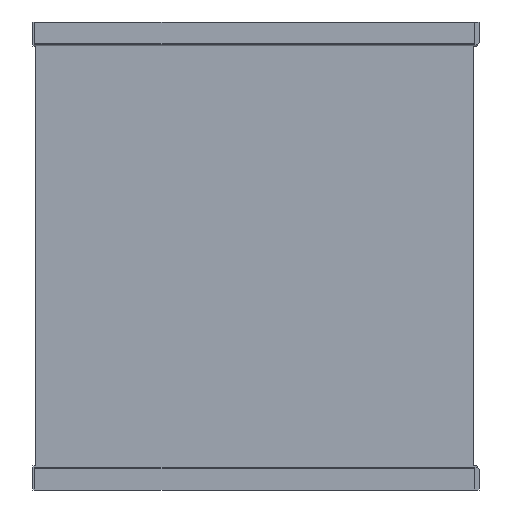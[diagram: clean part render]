
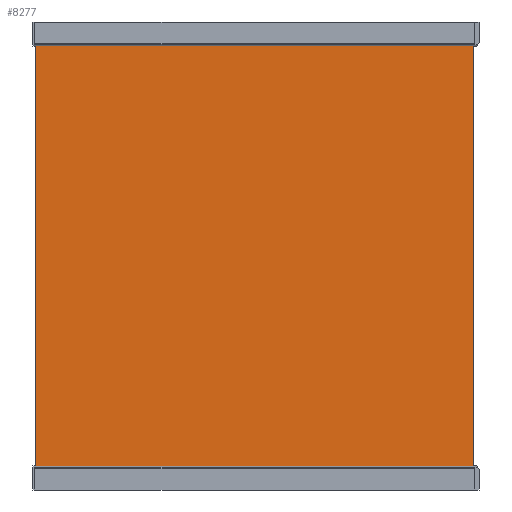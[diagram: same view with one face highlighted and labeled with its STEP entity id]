
A CAD part, left-side view. The second image highlights one B-rep face of the part: STEP entity #8277.
In plain terms, the highlighted planar face has unit normal (-1, 0, 0).
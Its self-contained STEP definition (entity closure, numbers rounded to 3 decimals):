
#79 = VECTOR ( 'NONE', #12485, 1000. ) ;
#122 = AXIS2_PLACEMENT_3D ( 'NONE', #10025, #8190, #1191 ) ;
#381 = CARTESIAN_POINT ( 'NONE',  ( -10.38, 497.5, 500. ) ) ;
#690 = ORIENTED_EDGE ( 'NONE', *, *, #7482, .T. ) ;
#736 = LINE ( 'NONE', #14593, #2207 ) ;
#1191 = DIRECTION ( 'NONE',  ( 0., 0., -1. ) ) ;
#2207 = VECTOR ( 'NONE', #7272, 1000. ) ;
#2438 = FACE_OUTER_BOUND ( 'NONE', #21691, .T. ) ;
#2516 = EDGE_CURVE ( 'NONE', #21375, #4185, #736, .T. ) ;
#3410 = LINE ( 'NONE', #4782, #4058 ) ;
#3655 = CARTESIAN_POINT ( 'NONE',  ( -10.38, -497.5, 500. ) ) ;
#4058 = VECTOR ( 'NONE', #19533, 1000. ) ;
#4185 = VERTEX_POINT ( 'NONE', #7701 ) ;
#4288 = ORIENTED_EDGE ( 'NONE', *, *, #2516, .F. ) ;
#4782 = CARTESIAN_POINT ( 'NONE',  ( -10.38, -498., -500. ) ) ;
#6662 = CARTESIAN_POINT ( 'NONE',  ( -10.38, -497.5, -500. ) ) ;
#7272 = DIRECTION ( 'NONE',  ( 0., -1., 0. ) ) ;
#7448 = LINE ( 'NONE', #3655, #79 ) ;
#7482 = EDGE_CURVE ( 'NONE', #17093, #4185, #7448, .T. ) ;
#7701 = CARTESIAN_POINT ( 'NONE',  ( -10.38, -497.5, 500. ) ) ;
#8181 = CARTESIAN_POINT ( 'NONE',  ( -10.38, 497.5, 500. ) ) ;
#8190 = DIRECTION ( 'NONE',  ( 1., 0., 0. ) ) ;
#8277 = ADVANCED_FACE ( 'NONE', ( #2438 ), #22253, .F. ) ;
#8593 = ORIENTED_EDGE ( 'NONE', *, *, #12317, .T. ) ;
#10025 = CARTESIAN_POINT ( 'NONE',  ( -10.38, -498., 500. ) ) ;
#10512 = CARTESIAN_POINT ( 'NONE',  ( -10.38, 497.5, -500. ) ) ;
#11716 = DIRECTION ( 'NONE',  ( 0., 0., -1. ) ) ;
#11840 = LINE ( 'NONE', #8181, #22000 ) ;
#12317 = EDGE_CURVE ( 'NONE', #22150, #17093, #3410, .T. ) ;
#12485 = DIRECTION ( 'NONE',  ( 0., 0., 1. ) ) ;
#12934 = EDGE_CURVE ( 'NONE', #21375, #22150, #11840, .T. ) ;
#14593 = CARTESIAN_POINT ( 'NONE',  ( -10.38, -498., 500. ) ) ;
#14681 = ORIENTED_EDGE ( 'NONE', *, *, #12934, .T. ) ;
#17093 = VERTEX_POINT ( 'NONE', #6662 ) ;
#19533 = DIRECTION ( 'NONE',  ( 0., -1., 0. ) ) ;
#21375 = VERTEX_POINT ( 'NONE', #381 ) ;
#21691 = EDGE_LOOP ( 'NONE', ( #8593, #690, #4288, #14681 ) ) ;
#22000 = VECTOR ( 'NONE', #11716, 1000. ) ;
#22150 = VERTEX_POINT ( 'NONE', #10512 ) ;
#22253 = PLANE ( 'NONE',  #122 ) ;
